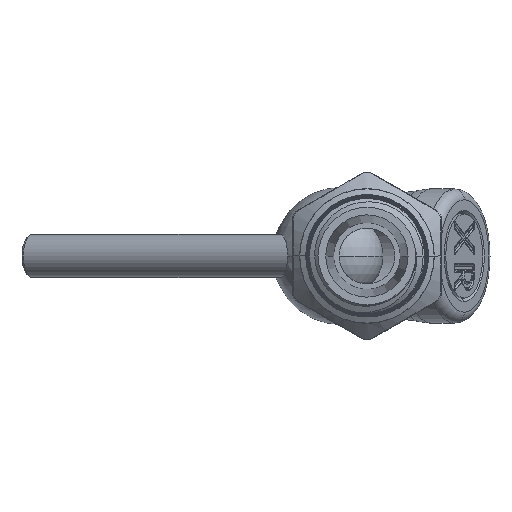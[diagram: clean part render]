
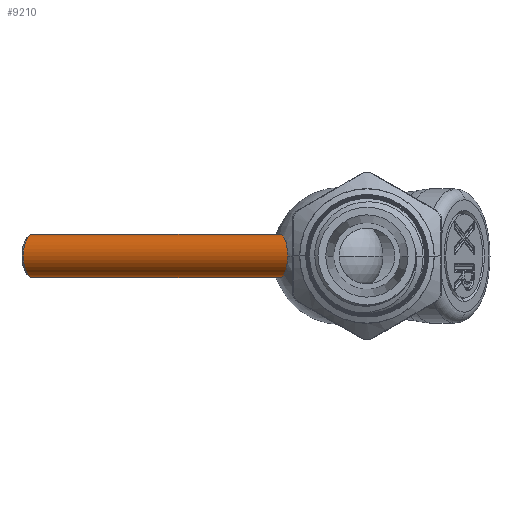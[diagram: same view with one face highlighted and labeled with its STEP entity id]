
A CAD part, front view. The second image highlights one B-rep face of the part: STEP entity #9210.
In plain terms, the highlighted cylindrical face has radius 2.451 mm (diameter 4.902 mm), a partial arc.
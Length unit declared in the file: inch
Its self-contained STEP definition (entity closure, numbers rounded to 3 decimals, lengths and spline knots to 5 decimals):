
#359 = ORIENTED_EDGE ( 'NONE', *, *, #15055, .T. ) ;
#375 = ORIENTED_EDGE ( 'NONE', *, *, #15056, .F. ) ;
#380 = ORIENTED_EDGE ( 'NONE', *, *, #15050, .T. ) ;
#441 = ORIENTED_EDGE ( 'NONE', *, *, #15049, .F. ) ;
#442 = ORIENTED_EDGE ( 'NONE', *, *, #15054, .T. ) ;
#461 = CARTESIAN_POINT ( 'NONE',  ( -0.15989, 0., 0.0965 ) ) ;
#5638 = DIRECTION ( 'NONE',  ( 0., 0., 1. ) ) ;
#5649 = CARTESIAN_POINT ( 'NONE',  ( -0.84279, 0., 0. ) ) ;
#5650 = DIRECTION ( 'NONE',  ( -1., 0., 0. ) ) ;
#5932 = CARTESIAN_POINT ( 'NONE',  ( -1.54, 0., 0.0965 ) ) ;
#6611 = FACE_OUTER_BOUND ( 'NONE', #10187, .T. ) ;
#6612 = CYLINDRICAL_SURFACE ( 'NONE', #9565, 0.0965 ) ;
#9210 = ADVANCED_FACE ( 'NONE', ( #6611 ), #6612, .T. ) ;
#9565 = AXIS2_PLACEMENT_3D ( 'NONE', #5649, #5650, #5638 ) ;
#9960 = VERTEX_POINT ( 'NONE', #5932 ) ;
#10187 = EDGE_LOOP ( 'NONE', ( #441, #442, #359, #380, #375 ) ) ;
#10623 = LINE ( 'NONE', #16370, #10629 ) ;
#10627 = LINE ( 'NONE', #16379, #10633 ) ;
#10629 = VECTOR ( 'NONE', #16345, 39.37008 ) ;
#10633 = VECTOR ( 'NONE', #16382, 39.37008 ) ;
#10636 = CIRCLE ( 'NONE', #18550, 0.0965 ) ;
#10640 = CIRCLE ( 'NONE', #18552, 0.0965 ) ;
#10642 = CIRCLE ( 'NONE', #18554, 0.0965 ) ;
#15049 = EDGE_CURVE ( 'NONE', #18212, #18215, #10623, .T. ) ;
#15050 = EDGE_CURVE ( 'NONE', #18218, #9960, #10627, .T. ) ;
#15054 = EDGE_CURVE ( 'NONE', #18212, #18205, #10636, .T. ) ;
#15055 = EDGE_CURVE ( 'NONE', #18205, #18218, #10640, .T. ) ;
#15056 = EDGE_CURVE ( 'NONE', #18215, #9960, #10642, .T. ) ;
#16345 = DIRECTION ( 'NONE',  ( -1., 0., 0. ) ) ;
#16370 = CARTESIAN_POINT ( 'NONE',  ( -0.84279, 0., -0.0965 ) ) ;
#16379 = CARTESIAN_POINT ( 'NONE',  ( -0.84279, 0., 0.0965 ) ) ;
#16382 = DIRECTION ( 'NONE',  ( -1., 0., 0. ) ) ;
#16410 = CARTESIAN_POINT ( 'NONE',  ( -0.15989, 0., 0. ) ) ;
#16412 = DIRECTION ( 'NONE',  ( -1., 0., 0. ) ) ;
#16414 = DIRECTION ( 'NONE',  ( 0., 0., 1. ) ) ;
#16418 = CARTESIAN_POINT ( 'NONE',  ( -0.15989, 0., 0. ) ) ;
#16420 = DIRECTION ( 'NONE',  ( -1., 0., 0. ) ) ;
#16422 = DIRECTION ( 'NONE',  ( 0., 0., 1. ) ) ;
#16426 = CARTESIAN_POINT ( 'NONE',  ( -1.54, 0., 0. ) ) ;
#16428 = DIRECTION ( 'NONE',  ( -1., 0., 0. ) ) ;
#16430 = DIRECTION ( 'NONE',  ( 0., 0., 1. ) ) ;
#17715 = CARTESIAN_POINT ( 'NONE',  ( -0.15989, -0.0965, 0. ) ) ;
#17727 = CARTESIAN_POINT ( 'NONE',  ( -0.15989, 0., -0.0965 ) ) ;
#17906 = CARTESIAN_POINT ( 'NONE',  ( -1.54, 0., -0.0965 ) ) ;
#18205 = VERTEX_POINT ( 'NONE', #17715 ) ;
#18212 = VERTEX_POINT ( 'NONE', #17727 ) ;
#18215 = VERTEX_POINT ( 'NONE', #17906 ) ;
#18218 = VERTEX_POINT ( 'NONE', #461 ) ;
#18550 = AXIS2_PLACEMENT_3D ( 'NONE', #16410, #16412, #16414 ) ;
#18552 = AXIS2_PLACEMENT_3D ( 'NONE', #16418, #16420, #16422 ) ;
#18554 = AXIS2_PLACEMENT_3D ( 'NONE', #16426, #16428, #16430 ) ;
